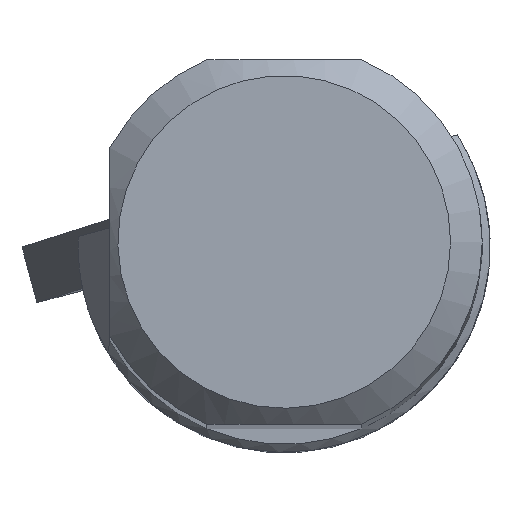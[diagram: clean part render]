
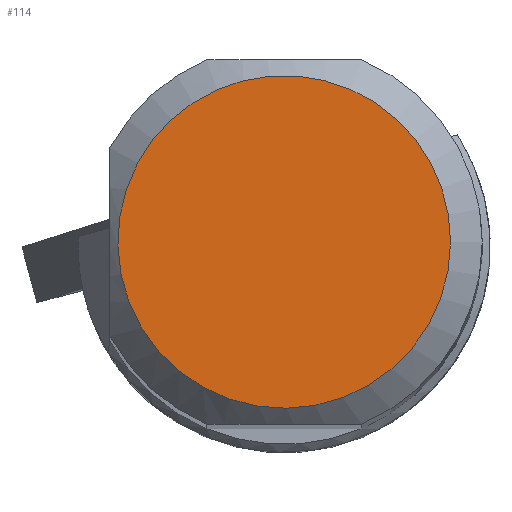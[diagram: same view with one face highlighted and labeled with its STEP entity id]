
A CAD part, top view. The second image highlights one B-rep face of the part: STEP entity #114.
In plain terms, the highlighted planar face has unit normal (0, 0, 1).
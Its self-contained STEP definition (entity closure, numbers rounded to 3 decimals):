
#86=FACE_OUTER_BOUND('',#249,.T.);
#114=ADVANCED_FACE('',(#86),#134,.T.);
#134=PLANE('',#530);
#249=EDGE_LOOP('',(#341));
#341=ORIENTED_EDGE('',*,*,#471,.T.);
#417=VERTEX_POINT('',#796);
#471=EDGE_CURVE('',#417,#417,#490,.T.);
#490=CIRCLE('',#528,10.5);
#528=AXIS2_PLACEMENT_3D('',#795,#644,#645);
#530=AXIS2_PLACEMENT_3D('',#804,#648,#649);
#644=DIRECTION('',(0.,0.,1.));
#645=DIRECTION('',(1.,0.,0.));
#648=DIRECTION('',(0.,0.,1.));
#649=DIRECTION('',(1.,0.,0.));
#795=CARTESIAN_POINT('',(0.,0.,0.));
#796=CARTESIAN_POINT('',(10.5,0.,0.));
#804=CARTESIAN_POINT('',(0.,0.,0.));
